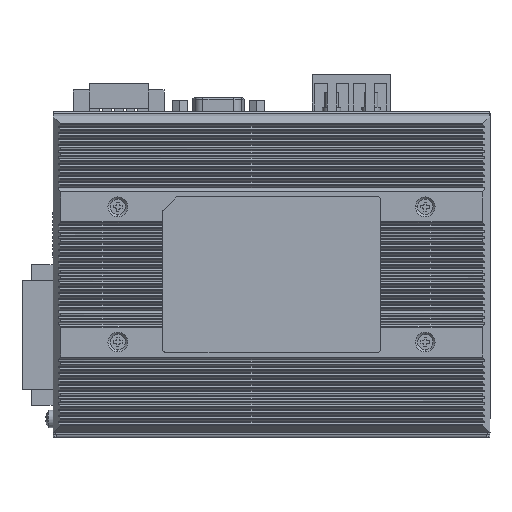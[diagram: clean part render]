
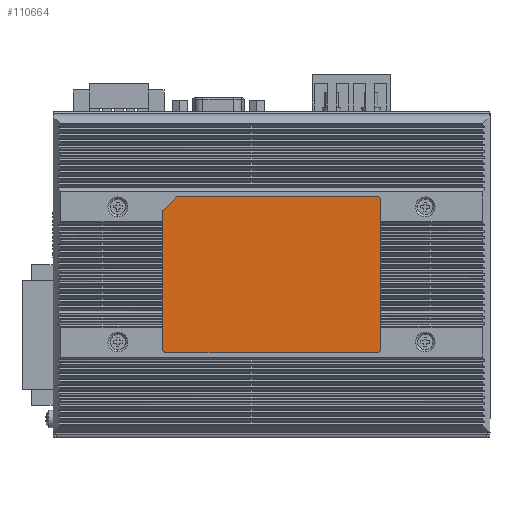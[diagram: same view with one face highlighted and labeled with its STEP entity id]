
A CAD part, left-side view. The second image highlights one B-rep face of the part: STEP entity #110664.
In plain terms, the highlighted face is planar.
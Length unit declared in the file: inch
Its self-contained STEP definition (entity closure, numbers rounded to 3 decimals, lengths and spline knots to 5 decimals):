
#2388 = ORIENTED_EDGE ( 'NONE', *, *, #92648, .T. ) ;
#2928 = LINE ( 'NONE', #15342, #136805 ) ;
#5208 = EDGE_CURVE ( 'NONE', #125883, #49331, #2928, .T. ) ;
#7544 = EDGE_LOOP ( 'NONE', ( #133825, #110792, #2388, #119661, #125135, #74786, #63425, #55634, #46154, #24895 ) ) ;
#7821 = DIRECTION ( 'NONE',  ( 1., 0., 0. ) ) ;
#8052 = AXIS2_PLACEMENT_3D ( 'NONE', #55311, #67068, #14256 ) ;
#11126 = DIRECTION ( 'NONE',  ( 0.707, 0., 0.707 ) ) ;
#13175 = CARTESIAN_POINT ( 'NONE',  ( 0.80709, 0.09843, -1.39764 ) ) ;
#14244 = AXIS2_PLACEMENT_3D ( 'NONE', #90271, #68748, #132549 ) ;
#14256 = DIRECTION ( 'NONE',  ( -1., 0., 0. ) ) ;
#15342 = CARTESIAN_POINT ( 'NONE',  ( -1.00394, 0.09843, -1.39764 ) ) ;
#15983 = DIRECTION ( 'NONE',  ( 0., 1., 0. ) ) ;
#23866 = AXIS2_PLACEMENT_3D ( 'NONE', #88246, #15983, #79214 ) ;
#24101 = CARTESIAN_POINT ( 'NONE',  ( -1.00394, 0.09843, -1.33858 ) ) ;
#24731 = PLANE ( 'NONE',  #8052 ) ;
#24895 = ORIENTED_EDGE ( 'NONE', *, *, #125454, .T. ) ;
#26631 = VERTEX_POINT ( 'NONE', #59519 ) ;
#26908 = CARTESIAN_POINT ( 'NONE',  ( -1.00394, 0.09843, -1.39764 ) ) ;
#27857 = EDGE_CURVE ( 'NONE', #88079, #81092, #70324, .T. ) ;
#30238 = CIRCLE ( 'NONE', #94537, 0.03937 ) ;
#30278 = DIRECTION ( 'NONE',  ( 0., 0., -1. ) ) ;
#32717 = DIRECTION ( 'NONE',  ( 0., 1., 0. ) ) ;
#44601 = DIRECTION ( 'NONE',  ( 1., 0., 0. ) ) ;
#46154 = ORIENTED_EDGE ( 'NONE', *, *, #5208, .T. ) ;
#48144 = CARTESIAN_POINT ( 'NONE',  ( -1.00394, 0.09843, 1.39764 ) ) ;
#49331 = VERTEX_POINT ( 'NONE', #81012 ) ;
#55311 = CARTESIAN_POINT ( 'NONE',  ( -1.00394, 0.09843, 1.39764 ) ) ;
#55634 = ORIENTED_EDGE ( 'NONE', *, *, #64072, .T. ) ;
#56361 = DIRECTION ( 'NONE',  ( 0., 0., 1. ) ) ;
#57791 = VECTOR ( 'NONE', #30278, 39.37008 ) ;
#58104 = DIRECTION ( 'NONE',  ( -1., 0., 0. ) ) ;
#59519 = CARTESIAN_POINT ( 'NONE',  ( 0.81862, 0.09843, -1.38611 ) ) ;
#63087 = EDGE_CURVE ( 'NONE', #26631, #65763, #87451, .T. ) ;
#63385 = CARTESIAN_POINT ( 'NONE',  ( 0.79078, 0.09843, -1.39764 ) ) ;
#63425 = ORIENTED_EDGE ( 'NONE', *, *, #64215, .T. ) ;
#64072 = EDGE_CURVE ( 'NONE', #131042, #125883, #131724, .T. ) ;
#64215 = EDGE_CURVE ( 'NONE', #100204, #131042, #90060, .T. ) ;
#65763 = VERTEX_POINT ( 'NONE', #137064 ) ;
#65984 = CIRCLE ( 'NONE', #23866, 0.05906 ) ;
#67068 = DIRECTION ( 'NONE',  ( 0., 1., 0. ) ) ;
#67771 = FACE_OUTER_BOUND ( 'NONE', #7544, .T. ) ;
#68748 = DIRECTION ( 'NONE',  ( 0., 1., 0. ) ) ;
#69860 = VECTOR ( 'NONE', #58104, 39.37008 ) ;
#70324 = LINE ( 'NONE', #48144, #123631 ) ;
#71951 = AXIS2_PLACEMENT_3D ( 'NONE', #82730, #32717, #72310 ) ;
#72310 = DIRECTION ( 'NONE',  ( 1., 0., 0. ) ) ;
#73768 = DIRECTION ( 'NONE',  ( 0., 1., 0. ) ) ;
#74786 = ORIENTED_EDGE ( 'NONE', *, *, #123985, .T. ) ;
#74960 = CARTESIAN_POINT ( 'NONE',  ( 0.79078, 0.09843, -1.35827 ) ) ;
#75396 = EDGE_CURVE ( 'NONE', #98971, #65763, #133928, .T. ) ;
#75514 = CARTESIAN_POINT ( 'NONE',  ( 1.00394, 0.09843, -1.18448 ) ) ;
#79214 = DIRECTION ( 'NONE',  ( 1., 0., 0. ) ) ;
#81012 = CARTESIAN_POINT ( 'NONE',  ( -1.00394, 0.09843, 1.33858 ) ) ;
#81092 = VERTEX_POINT ( 'NONE', #129973 ) ;
#82730 = CARTESIAN_POINT ( 'NONE',  ( -0.94488, 0.09843, -1.33858 ) ) ;
#83686 = CARTESIAN_POINT ( 'NONE',  ( 1.00394, 0.09843, -1.39764 ) ) ;
#84848 = CARTESIAN_POINT ( 'NONE',  ( -0.94488, 0.09843, 1.33858 ) ) ;
#86088 = AXIS2_PLACEMENT_3D ( 'NONE', #84848, #73768, #44601 ) ;
#87451 = LINE ( 'NONE', #13175, #100539 ) ;
#88056 = DIRECTION ( 'NONE',  ( 0., 1., 0. ) ) ;
#88079 = VERTEX_POINT ( 'NONE', #136726 ) ;
#88246 = CARTESIAN_POINT ( 'NONE',  ( 0.94488, 0.09843, 1.33858 ) ) ;
#90060 = LINE ( 'NONE', #26908, #69860 ) ;
#90271 = CARTESIAN_POINT ( 'NONE',  ( 0.96457, 0.09843, -1.18448 ) ) ;
#92648 = EDGE_CURVE ( 'NONE', #126385, #98971, #136305, .T. ) ;
#94537 = AXIS2_PLACEMENT_3D ( 'NONE', #74960, #88056, #130382 ) ;
#98971 = VERTEX_POINT ( 'NONE', #75514 ) ;
#100204 = VERTEX_POINT ( 'NONE', #63385 ) ;
#100539 = VECTOR ( 'NONE', #11126, 39.37008 ) ;
#105472 = CARTESIAN_POINT ( 'NONE',  ( -0.94488, 0.09843, -1.39764 ) ) ;
#110664 = ADVANCED_FACE ( 'NONE', ( #67771 ), #24731, .T. ) ;
#110792 = ORIENTED_EDGE ( 'NONE', *, *, #124661, .T. ) ;
#119661 = ORIENTED_EDGE ( 'NONE', *, *, #75396, .T. ) ;
#123631 = VECTOR ( 'NONE', #7821, 39.37008 ) ;
#123985 = EDGE_CURVE ( 'NONE', #26631, #100204, #30238, .T. ) ;
#124661 = EDGE_CURVE ( 'NONE', #81092, #126385, #65984, .T. ) ;
#125135 = ORIENTED_EDGE ( 'NONE', *, *, #63087, .F. ) ;
#125454 = EDGE_CURVE ( 'NONE', #49331, #88079, #134850, .T. ) ;
#125883 = VERTEX_POINT ( 'NONE', #24101 ) ;
#126385 = VERTEX_POINT ( 'NONE', #135475 ) ;
#129973 = CARTESIAN_POINT ( 'NONE',  ( 0.94488, 0.09843, 1.39764 ) ) ;
#130382 = DIRECTION ( 'NONE',  ( -1., 0., 0. ) ) ;
#131042 = VERTEX_POINT ( 'NONE', #105472 ) ;
#131724 = CIRCLE ( 'NONE', #71951, 0.05906 ) ;
#132549 = DIRECTION ( 'NONE',  ( 1., 0., 0. ) ) ;
#133825 = ORIENTED_EDGE ( 'NONE', *, *, #27857, .T. ) ;
#133928 = CIRCLE ( 'NONE', #14244, 0.03937 ) ;
#134850 = CIRCLE ( 'NONE', #86088, 0.05906 ) ;
#135475 = CARTESIAN_POINT ( 'NONE',  ( 1.00394, 0.09843, 1.33858 ) ) ;
#136305 = LINE ( 'NONE', #83686, #57791 ) ;
#136726 = CARTESIAN_POINT ( 'NONE',  ( -0.94488, 0.09843, 1.39764 ) ) ;
#136805 = VECTOR ( 'NONE', #56361, 39.37008 ) ;
#137064 = CARTESIAN_POINT ( 'NONE',  ( 0.99241, 0.09843, -1.21232 ) ) ;
